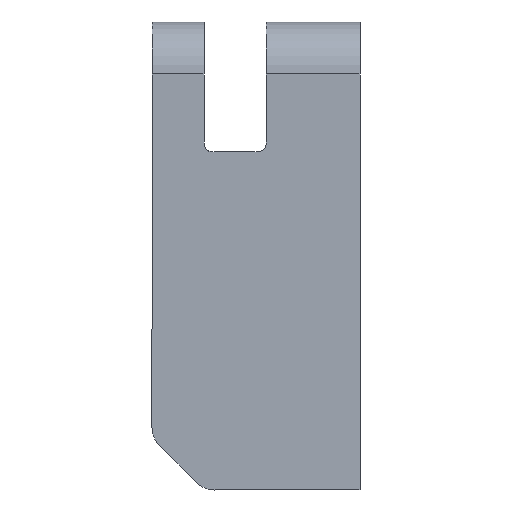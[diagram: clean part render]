
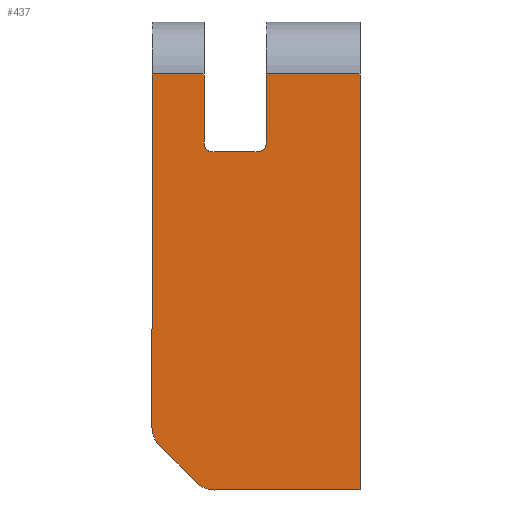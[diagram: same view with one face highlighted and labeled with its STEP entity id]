
A CAD part, left-side view. The second image highlights one B-rep face of the part: STEP entity #437.
In plain terms, the highlighted free-form (B-spline) face has degree [1, 1] with [2, 2] control points.
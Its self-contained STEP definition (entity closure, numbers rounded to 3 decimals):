
#14=B_SPLINE_CURVE_WITH_KNOTS('',3,(#707,#708,#709,#710,#711,#712,#713),
 .UNSPECIFIED.,.F.,.F.,(4,1,1,1,4),(0.,0.,0.001,
0.001,0.002),.UNSPECIFIED.);
#15=B_SPLINE_CURVE_WITH_KNOTS('',3,(#717,#718,#719,#720,#721,#722,#723),
 .UNSPECIFIED.,.F.,.F.,(4,1,1,1,4),(0.,0.,0.001,
0.001,0.002),.UNSPECIFIED.);
#33=LINE('',#694,#52);
#34=LINE('',#699,#53);
#35=LINE('',#701,#54);
#36=LINE('',#703,#55);
#37=LINE('',#705,#56);
#38=LINE('',#715,#57);
#39=LINE('',#725,#58);
#40=LINE('',#727,#59);
#41=LINE('',#729,#60);
#52=VECTOR('',#529,1000.);
#53=VECTOR('',#532,1000.);
#54=VECTOR('',#533,1000.);
#55=VECTOR('',#534,1000.);
#56=VECTOR('',#535,1000.);
#57=VECTOR('',#536,1000.);
#58=VECTOR('',#537,1000.);
#59=VECTOR('',#538,1000.);
#60=VECTOR('',#539,1000.);
#63=B_SPLINE_SURFACE_WITH_KNOTS('',1,1,((#690,#691),(#692,#693)),
 .PLANE_SURF.,.F.,.F.,.F.,(2,2),(2,2),(0.045,0.955),
(0.045,0.955),.PIECEWISE_BEZIER_KNOTS.);
#112=ORIENTED_EDGE('',*,*,#246,.T.);
#113=ORIENTED_EDGE('',*,*,#247,.T.);
#114=ORIENTED_EDGE('',*,*,#248,.T.);
#115=ORIENTED_EDGE('',*,*,#249,.T.);
#116=ORIENTED_EDGE('',*,*,#250,.F.);
#117=ORIENTED_EDGE('',*,*,#251,.F.);
#118=ORIENTED_EDGE('',*,*,#252,.T.);
#119=ORIENTED_EDGE('',*,*,#253,.F.);
#120=ORIENTED_EDGE('',*,*,#254,.T.);
#121=ORIENTED_EDGE('',*,*,#255,.F.);
#122=ORIENTED_EDGE('',*,*,#256,.T.);
#123=ORIENTED_EDGE('',*,*,#257,.F.);
#124=ORIENTED_EDGE('',*,*,#258,.T.);
#246=EDGE_CURVE('',#313,#314,#33,.T.);
#247=EDGE_CURVE('',#314,#315,#340,.T.);
#248=EDGE_CURVE('',#315,#316,#34,.T.);
#249=EDGE_CURVE('',#316,#317,#35,.T.);
#250=EDGE_CURVE('',#318,#317,#36,.T.);
#251=EDGE_CURVE('',#319,#318,#37,.T.);
#252=EDGE_CURVE('',#319,#320,#14,.T.);
#253=EDGE_CURVE('',#321,#320,#38,.T.);
#254=EDGE_CURVE('',#321,#322,#15,.T.);
#255=EDGE_CURVE('',#323,#322,#39,.T.);
#256=EDGE_CURVE('',#323,#324,#40,.T.);
#257=EDGE_CURVE('',#325,#324,#41,.T.);
#258=EDGE_CURVE('',#325,#313,#341,.T.);
#313=VERTEX_POINT('',#695);
#314=VERTEX_POINT('',#696);
#315=VERTEX_POINT('',#698);
#316=VERTEX_POINT('',#700);
#317=VERTEX_POINT('',#702);
#318=VERTEX_POINT('',#704);
#319=VERTEX_POINT('',#706);
#320=VERTEX_POINT('',#714);
#321=VERTEX_POINT('',#716);
#322=VERTEX_POINT('',#724);
#323=VERTEX_POINT('',#726);
#324=VERTEX_POINT('',#728);
#325=VERTEX_POINT('',#730);
#340=CIRCLE('',#480,2.409);
#341=CIRCLE('',#481,2.409);
#363=EDGE_LOOP('',(#112,#113,#114,#115,#116,#117,#118,#119,#120,#121,#122,
#123,#124));
#394=FACE_BOUND('',#363,.T.);
#437=ADVANCED_FACE('',(#394),#63,.T.);
#480=AXIS2_PLACEMENT_3D('',#697,#530,#531);
#481=AXIS2_PLACEMENT_3D('',#731,#540,#541);
#529=DIRECTION('',(0.,-0.707,-0.707));
#530=DIRECTION('',(-1.,0.,0.));
#531=DIRECTION('',(0.,0.,1.));
#532=DIRECTION('',(0.,-1.,0.));
#533=DIRECTION('',(0.,0.,1.));
#534=DIRECTION('',(0.,-1.,0.));
#535=DIRECTION('',(0.,0.,1.));
#536=DIRECTION('',(0.,-1.,0.));
#537=DIRECTION('',(0.,0.,-1.));
#538=DIRECTION('',(0.,1.,0.));
#539=DIRECTION('',(0.,0.,1.));
#540=DIRECTION('',(-1.,0.,0.));
#541=DIRECTION('',(0.,0.,1.));
#690=CARTESIAN_POINT('',(24.25,3.75,75.01));
#691=CARTESIAN_POINT('',(24.25,3.75,34.769));
#692=CARTESIAN_POINT('',(24.25,23.875,75.01));
#693=CARTESIAN_POINT('',(24.25,23.875,34.769));
#694=CARTESIAN_POINT('',(24.25,37.499,53.759));
#695=CARTESIAN_POINT('',(24.25,23.018,39.278));
#696=CARTESIAN_POINT('',(24.25,19.482,35.742));
#697=CARTESIAN_POINT('',(24.25,17.752,37.419));
#698=CARTESIAN_POINT('',(24.25,17.714,35.01));
#699=CARTESIAN_POINT('',(24.25,12.752,35.01));
#700=CARTESIAN_POINT('',(24.25,3.75,35.01));
#701=CARTESIAN_POINT('',(24.25,3.75,72.51));
#702=CARTESIAN_POINT('',(24.25,3.75,75.01));
#703=CARTESIAN_POINT('',(24.25,12.752,75.01));
#704=CARTESIAN_POINT('',(24.25,12.75,75.01));
#705=CARTESIAN_POINT('',(24.25,12.75,72.51));
#706=CARTESIAN_POINT('',(24.25,12.75,68.51));
#707=CARTESIAN_POINT('',(24.25,12.75,68.51));
#708=CARTESIAN_POINT('',(24.25,12.75,68.374));
#709=CARTESIAN_POINT('',(24.25,12.768,68.102));
#710=CARTESIAN_POINT('',(24.25,12.972,67.733));
#711=CARTESIAN_POINT('',(24.25,13.342,67.528));
#712=CARTESIAN_POINT('',(24.25,13.614,67.51));
#713=CARTESIAN_POINT('',(24.25,13.75,67.51));
#714=CARTESIAN_POINT('',(24.25,13.75,67.51));
#715=CARTESIAN_POINT('',(24.25,12.752,67.51));
#716=CARTESIAN_POINT('',(24.25,17.75,67.51));
#717=CARTESIAN_POINT('',(24.25,17.75,67.51));
#718=CARTESIAN_POINT('',(24.25,17.886,67.51));
#719=CARTESIAN_POINT('',(24.25,18.158,67.528));
#720=CARTESIAN_POINT('',(24.25,18.527,67.732));
#721=CARTESIAN_POINT('',(24.25,18.732,68.102));
#722=CARTESIAN_POINT('',(24.25,18.75,68.374));
#723=CARTESIAN_POINT('',(24.25,18.75,68.51));
#724=CARTESIAN_POINT('',(24.25,18.75,68.51));
#725=CARTESIAN_POINT('',(24.25,18.75,72.51));
#726=CARTESIAN_POINT('',(24.25,18.75,75.01));
#727=CARTESIAN_POINT('',(24.25,18.748,75.01));
#728=CARTESIAN_POINT('',(24.25,23.75,75.01));
#729=CARTESIAN_POINT('',(24.25,23.75,72.51));
#730=CARTESIAN_POINT('',(24.25,23.75,41.046));
#731=CARTESIAN_POINT('',(24.25,21.341,41.008));
